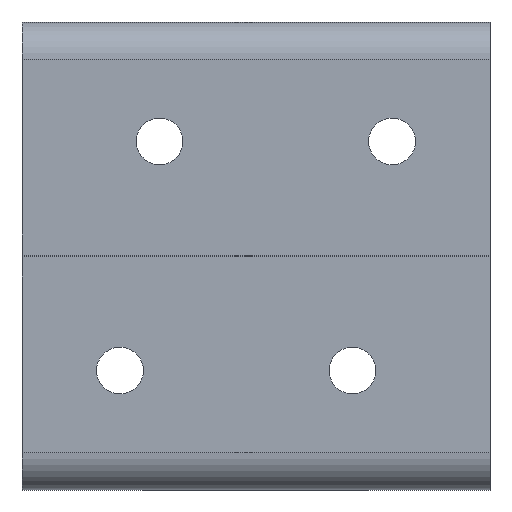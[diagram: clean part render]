
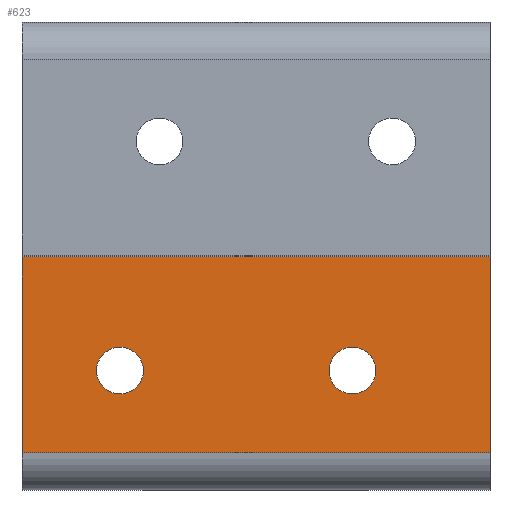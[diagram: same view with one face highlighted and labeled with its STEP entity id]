
A CAD part, front view. The second image highlights one B-rep face of the part: STEP entity #623.
In plain terms, the highlighted planar face has unit normal (0, -1, 0).
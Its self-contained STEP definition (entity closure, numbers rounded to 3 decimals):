
#2 = VERTEX_POINT ( 'NONE', #561 ) ;
#39 = DIRECTION ( 'NONE',  ( 0., 0., 1. ) ) ;
#80 = CIRCLE ( 'NONE', #735, 1.25 ) ;
#101 = CARTESIAN_POINT ( 'NONE',  ( 25., -40., -10.5 ) ) ;
#143 = FACE_BOUND ( 'NONE', #1586, .T. ) ;
#148 = AXIS2_PLACEMENT_3D ( 'NONE', #282, #1580, #1447 ) ;
#169 = CARTESIAN_POINT ( 'NONE',  ( 0., -40., -0.05 ) ) ;
#218 = DIRECTION ( 'NONE',  ( 0., 1., 0. ) ) ;
#237 = CARTESIAN_POINT ( 'NONE',  ( 5.233, -40., -6.119 ) ) ;
#248 = ORIENTED_EDGE ( 'NONE', *, *, #1122, .F. ) ;
#275 = CARTESIAN_POINT ( 'NONE',  ( 17.653, -40., -7.369 ) ) ;
#282 = CARTESIAN_POINT ( 'NONE',  ( 25., -40., 10.5 ) ) ;
#303 = CARTESIAN_POINT ( 'NONE',  ( 17.653, -40., -4.869 ) ) ;
#315 = VERTEX_POINT ( 'NONE', #1210 ) ;
#330 = EDGE_CURVE ( 'NONE', #1759, #1148, #1400, .T. ) ;
#385 = DIRECTION ( 'NONE',  ( 0., 0., 1. ) ) ;
#416 = EDGE_CURVE ( 'NONE', #564, #1179, #1671, .T. ) ;
#427 = CIRCLE ( 'NONE', #1193, 1.25 ) ;
#474 = FACE_OUTER_BOUND ( 'NONE', #742, .T. ) ;
#493 = VECTOR ( 'NONE', #762, 1000. ) ;
#498 = DIRECTION ( 'NONE',  ( 0., 0., -1. ) ) ;
#543 = CARTESIAN_POINT ( 'NONE',  ( 17.653, -40., -6.119 ) ) ;
#547 = ORIENTED_EDGE ( 'NONE', *, *, #1803, .F. ) ;
#551 = DIRECTION ( 'NONE',  ( 0., 1., 0. ) ) ;
#561 = CARTESIAN_POINT ( 'NONE',  ( 5.233, -40., -4.869 ) ) ;
#564 = VERTEX_POINT ( 'NONE', #275 ) ;
#579 = VERTEX_POINT ( 'NONE', #1290 ) ;
#623 = ADVANCED_FACE ( 'NONE', ( #1694, #143, #474 ), #1146, .F. ) ;
#641 = EDGE_CURVE ( 'NONE', #1179, #564, #427, .T. ) ;
#704 = CARTESIAN_POINT ( 'NONE',  ( 25., -40., 10.5 ) ) ;
#705 = LINE ( 'NONE', #704, #1057 ) ;
#735 = AXIS2_PLACEMENT_3D ( 'NONE', #237, #1259, #385 ) ;
#742 = EDGE_LOOP ( 'NONE', ( #547, #1546, #248, #1579 ) ) ;
#762 = DIRECTION ( 'NONE',  ( 1., 0., 0. ) ) ;
#831 = DIRECTION ( 'NONE',  ( -1., 0., 0. ) ) ;
#900 = DIRECTION ( 'NONE',  ( 0., 1., 0. ) ) ;
#998 = VERTEX_POINT ( 'NONE', #1698 ) ;
#1057 = VECTOR ( 'NONE', #1729, 1000. ) ;
#1106 = AXIS2_PLACEMENT_3D ( 'NONE', #1520, #218, #1374 ) ;
#1108 = ORIENTED_EDGE ( 'NONE', *, *, #1661, .T. ) ;
#1122 = EDGE_CURVE ( 'NONE', #579, #1148, #1441, .T. ) ;
#1140 = EDGE_CURVE ( 'NONE', #315, #579, #705, .T. ) ;
#1146 = PLANE ( 'NONE',  #148 ) ;
#1148 = VERTEX_POINT ( 'NONE', #1463 ) ;
#1179 = VERTEX_POINT ( 'NONE', #303 ) ;
#1182 = CARTESIAN_POINT ( 'NONE',  ( 5.233, -40., -6.119 ) ) ;
#1193 = AXIS2_PLACEMENT_3D ( 'NONE', #543, #551, #1870 ) ;
#1210 = CARTESIAN_POINT ( 'NONE',  ( 25., -40., -0.05 ) ) ;
#1216 = CARTESIAN_POINT ( 'NONE',  ( -16.5, -40., -0.05 ) ) ;
#1259 = DIRECTION ( 'NONE',  ( 0., 1., 0. ) ) ;
#1265 = CIRCLE ( 'NONE', #1869, 1.25 ) ;
#1290 = CARTESIAN_POINT ( 'NONE',  ( 25., -40., -10.5 ) ) ;
#1329 = EDGE_CURVE ( 'NONE', #2, #998, #1265, .T. ) ;
#1374 = DIRECTION ( 'NONE',  ( 0., 0., 1. ) ) ;
#1383 = CARTESIAN_POINT ( 'NONE',  ( 0., -40., 10.5 ) ) ;
#1400 = LINE ( 'NONE', #1383, #1822 ) ;
#1441 = LINE ( 'NONE', #101, #1667 ) ;
#1447 = DIRECTION ( 'NONE',  ( 0., 0., 1. ) ) ;
#1463 = CARTESIAN_POINT ( 'NONE',  ( 0., -40., -10.5 ) ) ;
#1466 = ORIENTED_EDGE ( 'NONE', *, *, #1329, .T. ) ;
#1506 = LINE ( 'NONE', #1216, #493 ) ;
#1520 = CARTESIAN_POINT ( 'NONE',  ( 17.653, -40., -6.119 ) ) ;
#1546 = ORIENTED_EDGE ( 'NONE', *, *, #330, .T. ) ;
#1579 = ORIENTED_EDGE ( 'NONE', *, *, #1140, .F. ) ;
#1580 = DIRECTION ( 'NONE',  ( 0., 1., 0. ) ) ;
#1586 = EDGE_LOOP ( 'NONE', ( #1853, #1672 ) ) ;
#1602 = EDGE_LOOP ( 'NONE', ( #1466, #1108 ) ) ;
#1661 = EDGE_CURVE ( 'NONE', #998, #2, #80, .T. ) ;
#1667 = VECTOR ( 'NONE', #831, 1000. ) ;
#1671 = CIRCLE ( 'NONE', #1106, 1.25 ) ;
#1672 = ORIENTED_EDGE ( 'NONE', *, *, #416, .T. ) ;
#1694 = FACE_BOUND ( 'NONE', #1602, .T. ) ;
#1698 = CARTESIAN_POINT ( 'NONE',  ( 5.233, -40., -7.369 ) ) ;
#1729 = DIRECTION ( 'NONE',  ( 0., 0., -1. ) ) ;
#1759 = VERTEX_POINT ( 'NONE', #169 ) ;
#1803 = EDGE_CURVE ( 'NONE', #1759, #315, #1506, .T. ) ;
#1822 = VECTOR ( 'NONE', #498, 1000. ) ;
#1853 = ORIENTED_EDGE ( 'NONE', *, *, #641, .T. ) ;
#1869 = AXIS2_PLACEMENT_3D ( 'NONE', #1182, #900, #39 ) ;
#1870 = DIRECTION ( 'NONE',  ( 0., 0., 1. ) ) ;
